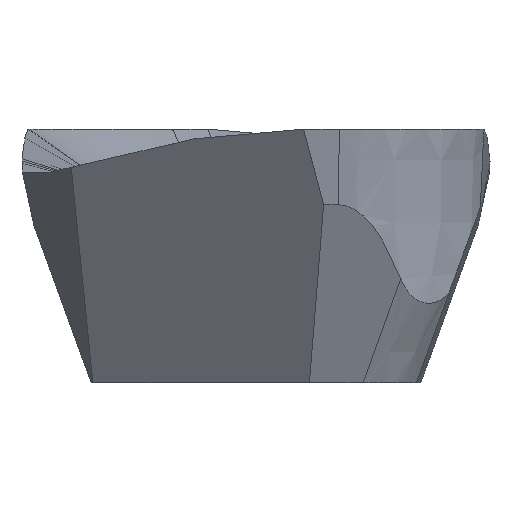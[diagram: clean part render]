
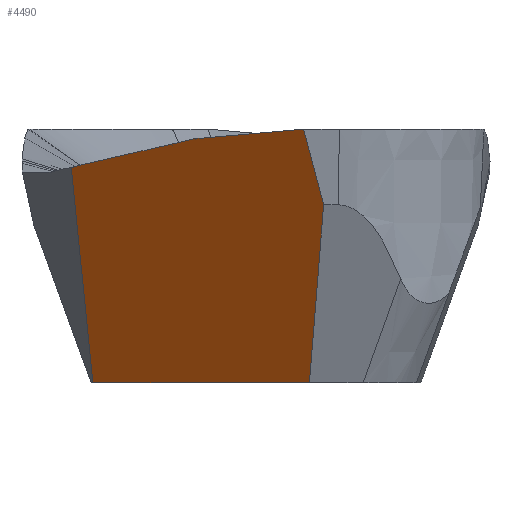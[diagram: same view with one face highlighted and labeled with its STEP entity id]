
A CAD part, left-side view. The second image highlights one B-rep face of the part: STEP entity #4490.
In plain terms, the highlighted planar face has unit normal (-0.814, 0.47, -0.342).
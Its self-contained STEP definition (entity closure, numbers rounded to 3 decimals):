
#73=DIRECTION('',(0.5,0.866,0.));
#74=VECTOR('',#73,6.903);
#75=CARTESIAN_POINT('',(-10.9,-1.475,-7.));
#76=LINE('',#75,#74);
#1554=DIRECTION('',(-0.549,-0.814,0.188));
#1555=VECTOR('',#1554,2.5);
#1556=CARTESIAN_POINT('',(-9.605,5.099,
-1.05));
#1557=LINE('',#1556,#1555);
#1561=DIRECTION('',(-0.549,-0.814,0.188));
#1562=VECTOR('',#1561,0.883);
#1563=CARTESIAN_POINT('',(-10.978,3.063,
-0.581));
#1564=LINE('',#1563,#1562);
#1568=DIRECTION('',(-0.549,-0.814,0.188));
#1569=VECTOR('',#1568,0.811);
#1570=CARTESIAN_POINT('',(-11.462,2.345,
-0.415));
#1571=LINE('',#1570,#1569);
#1575=DIRECTION('',(-0.522,-0.85,0.074));
#1576=VECTOR('',#1575,3.53);
#1577=CARTESIAN_POINT('',(-11.908,1.684,
-0.262));
#1578=LINE('',#1577,#1576);
#1582=DIRECTION('',(0.422,0.072,-0.904));
#1583=VECTOR('',#1582,5.434);
#1584=CARTESIAN_POINT('',(-13.191,-1.867,
-2.088));
#1585=LINE('',#1584,#1583);
#1589=DIRECTION('',(-0.339,0.094,0.936));
#1590=VECTOR('',#1589,6.357);
#1591=CARTESIAN_POINT('',(-7.448,4.504,-7.));
#1592=LINE('',#1591,#1590);
#1685=DIRECTION('',(-0.251,0.247,0.936));
#1686=VECTOR('',#1685,2.231);
#1687=CARTESIAN_POINT('',(-13.191,-1.867,
-2.088));
#1688=LINE('',#1687,#1686);
#2091=CARTESIAN_POINT('',(-7.448,4.504,-7.));
#2093=VERTEX_POINT('',#2091);
#2103=CARTESIAN_POINT('',(-13.191,-1.867,
-2.088));
#2104=CARTESIAN_POINT('',(-10.9,-1.475,-7.));
#2105=VERTEX_POINT('',#2103);
#2106=VERTEX_POINT('',#2104);
#2233=CARTESIAN_POINT('',(-9.605,5.099,
-1.05));
#2234=CARTESIAN_POINT('',(-10.978,3.063,
-0.581));
#2235=VERTEX_POINT('',#2233);
#2236=VERTEX_POINT('',#2234);
#2237=CARTESIAN_POINT('',(-11.462,2.345,
-0.415));
#2238=VERTEX_POINT('',#2237);
#2239=CARTESIAN_POINT('',(-11.908,1.684,
-0.262));
#2240=VERTEX_POINT('',#2239);
#2312=CARTESIAN_POINT('',(-13.75,-1.316,0.));
#2313=VERTEX_POINT('',#2312);
#4469=CARTESIAN_POINT('',(-11.868,1.944,0.));
#4470=DIRECTION('',(0.814,-0.47,0.342));
#4471=DIRECTION('',(0.5,0.866,0.));
#4472=AXIS2_PLACEMENT_3D('',#4469,#4470,#4471);
#4473=PLANE('',#4472);
#4474=ORIENTED_EDGE('',*,*,#4460,.T.);
#4476=ORIENTED_EDGE('',*,*,#4475,.T.);
#4478=ORIENTED_EDGE('',*,*,#4477,.T.);
#4480=ORIENTED_EDGE('',*,*,#4479,.T.);
#4482=ORIENTED_EDGE('',*,*,#4481,.F.);
#4484=ORIENTED_EDGE('',*,*,#4483,.T.);
#4485=ORIENTED_EDGE('',*,*,#2353,.T.);
#4487=ORIENTED_EDGE('',*,*,#4486,.T.);
#4488=EDGE_LOOP('',(#4474,#4476,#4478,#4480,#4482,#4484,#4485,#4487));
#4489=FACE_OUTER_BOUND('',#4488,.F.);
#2353=EDGE_CURVE('',#2106,#2093,#76,.T.);
#4460=EDGE_CURVE('',#2235,#2236,#1557,.T.);
#4475=EDGE_CURVE('',#2236,#2238,#1564,.T.);
#4477=EDGE_CURVE('',#2238,#2240,#1571,.T.);
#4479=EDGE_CURVE('',#2240,#2313,#1578,.T.);
#4481=EDGE_CURVE('',#2105,#2313,#1688,.T.);
#4483=EDGE_CURVE('',#2105,#2106,#1585,.T.);
#4486=EDGE_CURVE('',#2093,#2235,#1592,.T.);
#4490=ADVANCED_FACE('',(#4489),#4473,.F.);
